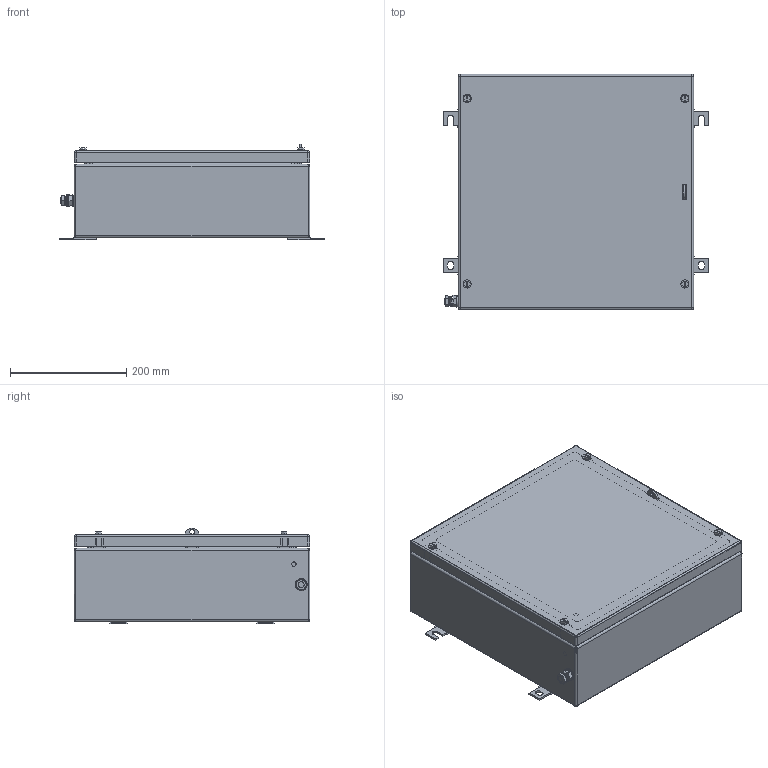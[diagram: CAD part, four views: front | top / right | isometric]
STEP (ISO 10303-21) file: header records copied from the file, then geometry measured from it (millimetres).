
FILE_DESCRIPTION(('CATIA V5 STEP Exchange','CAx-IF Rec.Pracs.--- Model Styling and Organization---1.4--- 2014-01-23'),'2;1');
FILE_NAME ('1523433-3_2_8000108840_8000108840 KTB MH 404015 S4E0.stp','2024-01-08T07:34:13+00:00',('none'),('Weidmueller'),'CATIA Version 5-6 Release 2016 SP3 HF44','CATIA V5 STEP AP214','none');
FILE_SCHEMA(('AUTOMOTIVE_DESIGN { 1 0 10303 214 1 1 1 1 }'));
Products named in the file (1): 8000108840 KTB MH 404015 S4E0
Bounding box: 457 x 406 x 165 mm (x, y, z)
Volume: 1077375 mm3; surface area: 1368266.2 mm2
Topology: 39 solids, 39 shells, 1320 faces, 3400 edges, 2154 vertices
Faces by surface type: plane 597, cylinder 439, cone 144, bspline 112, torus 20, sphere 8
Entity records: 48647 total; most frequent: CARTESIAN_POINT 17498, ORIENTED_EDGE 6712, DIRECTION 4959, EDGE_CURVE 3356, VERTEX_POINT 2154, VECTOR 1884, LINE 1884, AXIS2_PLACEMENT_3D 1875
